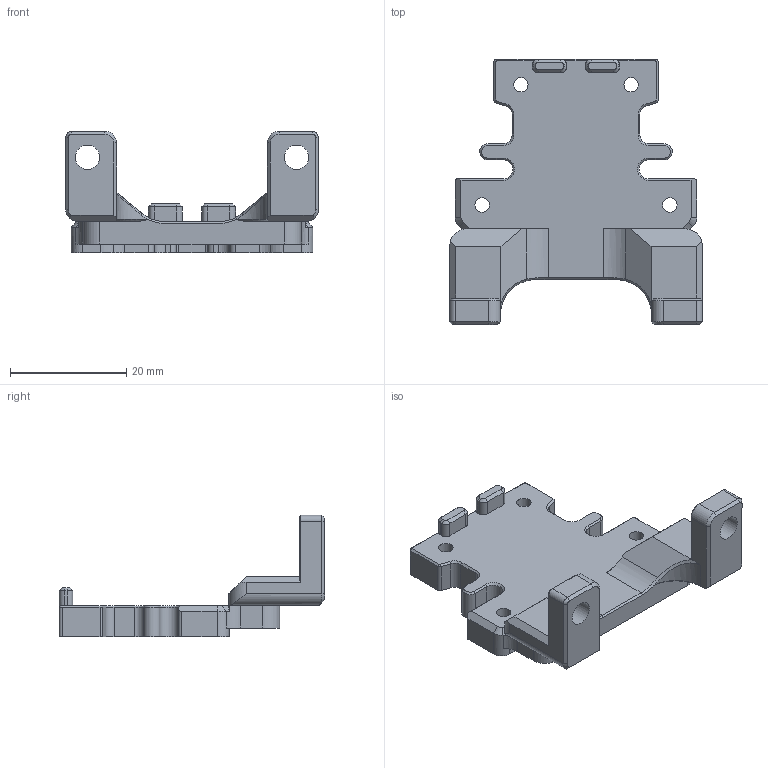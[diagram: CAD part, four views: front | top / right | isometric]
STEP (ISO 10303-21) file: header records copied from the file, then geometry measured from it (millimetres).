
FILE_DESCRIPTION(/* description */ (''),/* implementation_level */ '2;1');
FILE_NAME(/* name */ 'base v3 (anodisation 0.07mm) avec arrt pour SdE v2.step',/* time_stamp */ '2023-06-03T22:23:15+02:00',/* author */ (''),/* organization */ (''),/* preprocessor_version */ 'ST-DEVELOPER v19.2',/* originating_system */ 'Autodesk Translation Framework v12.6.0.85',/* authorisation */ '');
FILE_SCHEMA (('AUTOMOTIVE_DESIGN { 1 0 10303 214 3 1 1 }'));
Length unit declared in the file: millimetre
Products named in the file (2): QD Plate home made; plaquette - base
Assembly tree (1 placements, depth 2):
  QD Plate home made
    plaquette - base
Bounding box: 43.5 x 45.75 x 20.93 mm (x, y, z)
Volume: 7126.6 mm3; surface area: 5430 mm2
Topology: 1 solids, 1 shells, 268 faces, 705 edges, 444 vertices
Faces by surface type: plane 126, cylinder 87, cone 47, bspline 8
Full cylindrical faces by diameter (mm): 2.5 x4, 2.7 x2, 4.2 x2
Entity records: 8550 total; most frequent: CARTESIAN_POINT 1736, DIRECTION 1422, ORIENTED_EDGE 1410, EDGE_CURVE 705, AXIS2_PLACEMENT_3D 492, VERTEX_POINT 444, LINE 438, VECTOR 438
